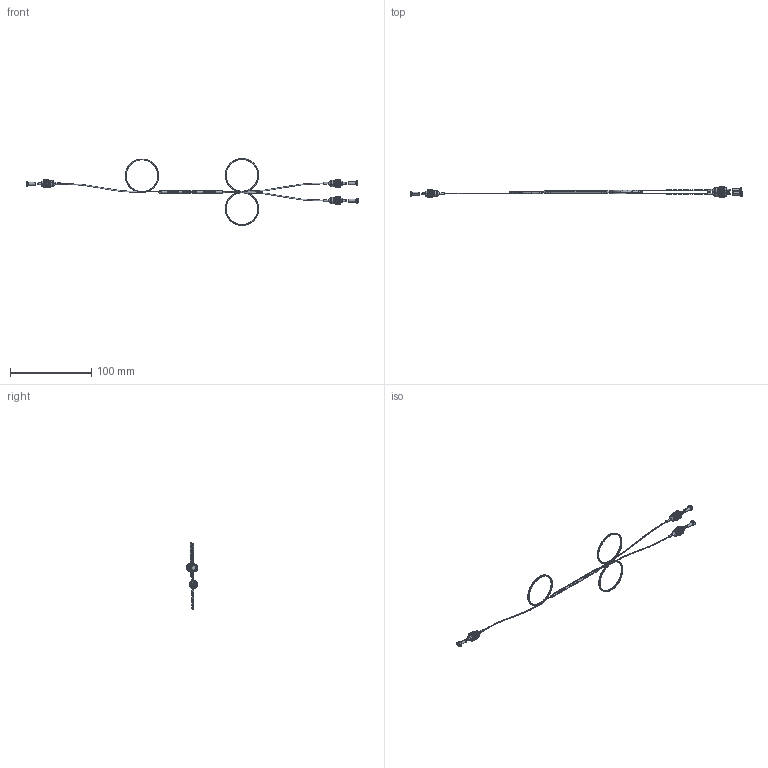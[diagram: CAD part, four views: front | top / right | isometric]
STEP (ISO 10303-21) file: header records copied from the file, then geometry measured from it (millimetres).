
FILE_DESCRIPTION (( 'STEP AP203' ), '1' );
FILE_NAME ('TTN174103-E0W.STEP', '2022-06-15T11:18:38', ( '' ), ( '' ), 'SwSTEP 2.0', 'SolidWorks 2020', '' );
FILE_SCHEMA (( 'CONFIG_CONTROL_DESIGN' ));
Length unit declared in the file: millimetre
Products named in the file (17): SGP-N488081K0G; DWG1553; T09HBU1_Standard; T09HRD1_Standard; DWG1751_42-2mm; SGP-N4 125.5um APC; DWG1528; PANDA 635_60; T09HNT1_Standard; DWG1631_75mm; FC-APC Dust Cap_FC Dust Cap General; DWG1540; TTN174103-E0W; DWG1529; SGZ-1A1512F00G_125.5um
Assembly tree (23 placements, depth 3):
  TTN174103-E0W
    DWG1751_42-2mm
    PANDA 635_60  x2
    DWG1631_75mm
    DWG1528
    DWG1553
    DWG1540
    DWG1529
    T09HBU1_Standard
    T09HNT1_Standard
    T09HRD1_Standard
    SGP-N4 125.5um APC
      SGP-N488081K0G
      SGZ-1A1512F00G_125.5um
      FC-APC Dust Cap_FC Dust Cap General
    SGP-N4 125.5um APC
      SGP-N488081K0G
      SGZ-1A1512F00G_125.5um
      FC-APC Dust Cap_FC Dust Cap General
    SGP-N4 125.5um APC
      SGP-N488081K0G
      SGZ-1A1512F00G_125.5um
      FC-APC Dust Cap_FC Dust Cap General
Bounding box: 408.3 x 14 x 81.9 mm (x, y, z)
Volume: 3274.4 mm3; surface area: 13578.7 mm2
Topology: 32 solids, 32 shells, 2624 faces, 7872 edges, 5446 vertices
Faces by surface type: plane 1277, cylinder 889, cone 351, torus 67, bspline 40
Entity records: 52368 total; most frequent: CARTESIAN_POINT 21408, ORIENTED_EDGE 6680, DIRECTION 5402, EDGE_CURVE 3340, VERTEX_POINT 2446, AXIS2_PLACEMENT_3D 1975, LINE 1452, VECTOR 1452
